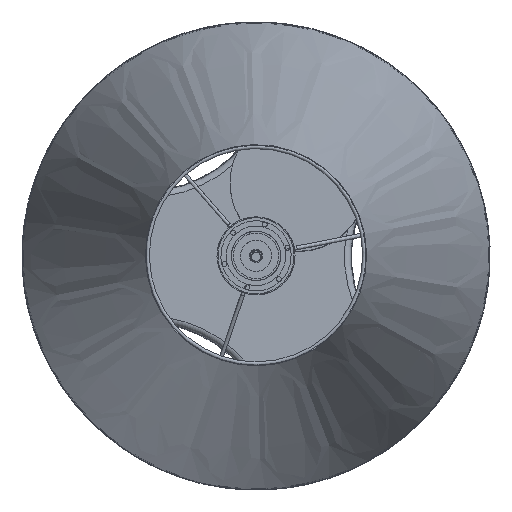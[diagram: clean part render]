
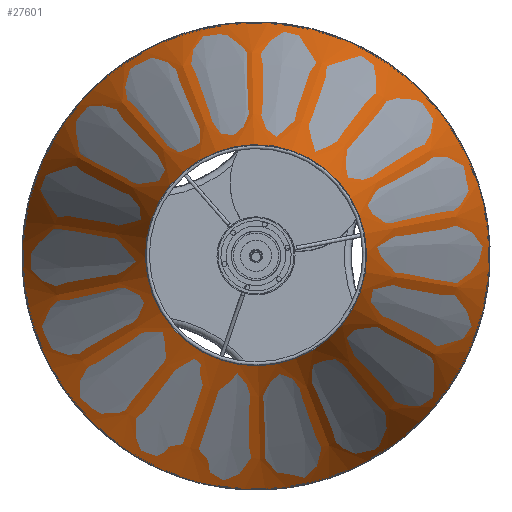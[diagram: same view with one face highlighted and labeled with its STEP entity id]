
A CAD part, top view. The second image highlights one B-rep face of the part: STEP entity #27601.
In plain terms, the highlighted conical face has half-angle 15.611 degrees and reference radius 180 mm.
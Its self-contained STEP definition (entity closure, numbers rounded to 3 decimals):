
#332=CONICAL_SURFACE('',#30323,180.,0.272);
#2079=LINE('',#48245,#4589);
#4589=VECTOR('',#35295,180.);
#6873=FACE_OUTER_BOUND('',#8417,.T.);
#8417=EDGE_LOOP('',(#21011,#21012,#21013,#21014));
#10208=CIRCLE('',#30320,180.);
#10209=CIRCLE('',#30322,85.);
#12009=VERTEX_POINT('',#48105);
#12011=VERTEX_POINT('',#48175);
#15309=EDGE_CURVE('',#12009,#12009,#10208,.F.);
#15311=EDGE_CURVE('',#12011,#12011,#10209,.F.);
#15313=EDGE_CURVE('',#12009,#12011,#2079,.T.);
#21011=ORIENTED_EDGE('',*,*,#15309,.T.);
#21012=ORIENTED_EDGE('',*,*,#15313,.T.);
#21013=ORIENTED_EDGE('',*,*,#15311,.F.);
#21014=ORIENTED_EDGE('',*,*,#15313,.F.);
#27601=ADVANCED_FACE('',(#6873),#332,.T.);
#30320=AXIS2_PLACEMENT_3D('',#48106,#35287,#35288);
#30322=AXIS2_PLACEMENT_3D('',#48176,#35291,#35292);
#30323=AXIS2_PLACEMENT_3D('',#48244,#35293,#35294);
#35287=DIRECTION('center_axis',(0.,0.,-1.));
#35288=DIRECTION('ref_axis',(1.,0.,0.));
#35291=DIRECTION('center_axis',(0.,0.,-1.));
#35292=DIRECTION('ref_axis',(1.,0.,0.));
#35293=DIRECTION('center_axis',(0.,0.,-1.));
#35294=DIRECTION('ref_axis',(-1.,0.,0.));
#35295=DIRECTION('',(-0.269,0.,0.963));
#48105=CARTESIAN_POINT('',(180.,0.,0.));
#48106=CARTESIAN_POINT('Origin',(0.,0.,0.));
#48175=CARTESIAN_POINT('',(85.,0.,340.));
#48176=CARTESIAN_POINT('Origin',(0.,0.,340.));
#48244=CARTESIAN_POINT('Origin',(0.,0.,0.));
#48245=CARTESIAN_POINT('',(180.,0.,0.));
